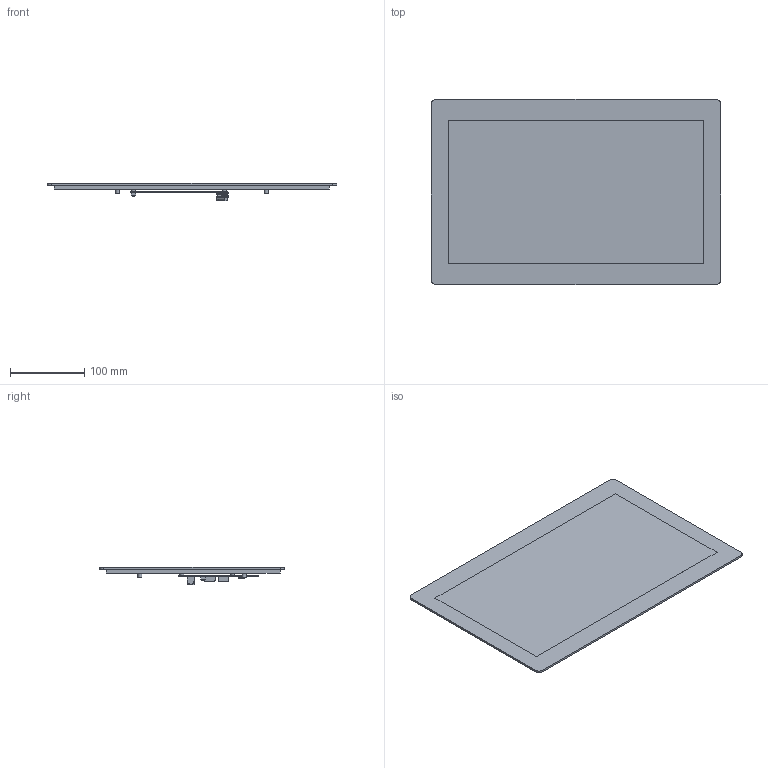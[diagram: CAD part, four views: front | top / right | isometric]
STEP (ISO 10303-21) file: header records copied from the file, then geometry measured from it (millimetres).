
FILE_DESCRIPTION(/* description */ (''),/* implementation_level */ '2;1');
FILE_NAME(/* name */ 'V19108HDMI156_P01.stp',/* time_stamp */ '2024-07-08T17:46:17-03:00',/* author */ ('Reservaa'),/* organization */ (''),/* preprocessor_version */ 'ST-DEVELOPER v20',/* originating_system */ 'Autodesk Inventor 2024',/* authorisation */ '');
FILE_SCHEMA (('AUTOMOTIVE_DESIGN { 1 0 10303 214 3 1 1 }'));
Length unit declared in the file: millimetre
Products named in the file (8): Display V19108HDMI156_P01; Display V19108HDMI156_P01_1; placa V19108HDMI156_P01; USB A - Android; 17r5067_1747981-1; jack j4; botaoPower_Android; AB2_USB_MICRO_SMD
Assembly tree (7 placements, depth 2):
  Display V19108HDMI156_P01
    Display V19108HDMI156_P01_1
    placa V19108HDMI156_P01
    USB A - Android
    17r5067_1747981-1
    jack j4
    botaoPower_Android
    AB2_USB_MICRO_SMD
Bounding box: 389.16 x 248.6 x 23.5 mm (x, y, z)
Volume: 744415.7 mm3; surface area: 237027.3 mm2
Topology: 7 solids, 7 shells, 1916 faces, 4863 edges, 2996 vertices
Faces by surface type: plane 1678, cylinder 232, bspline 4, sphere 1, cone 1
Full cylindrical faces by diameter (mm): 2 x1, 3 x8, 3.3 x4, 3.5 x1, 5.4 x8, 6.3 x1
Entity records: 57979 total; most frequent: CARTESIAN_POINT 10269, ORIENTED_EDGE 9724, DIRECTION 8994, EDGE_CURVE 4862, LINE 4376, VECTOR 4376, VERTEX_POINT 2995, AXIS2_PLACEMENT_3D 2309
